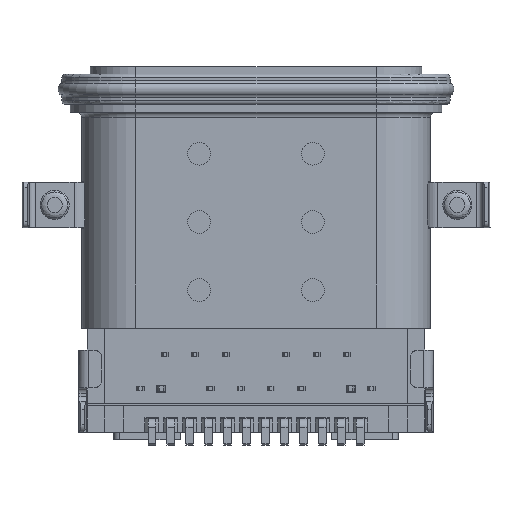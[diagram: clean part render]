
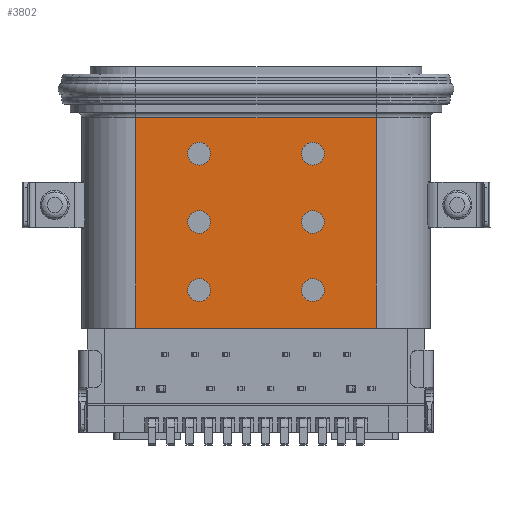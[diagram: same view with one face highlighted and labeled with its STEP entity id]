
A CAD part, front view. The second image highlights one B-rep face of the part: STEP entity #3802.
In plain terms, the highlighted planar face has unit normal (0, -1, 0).
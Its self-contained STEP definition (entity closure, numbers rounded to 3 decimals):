
#2732=CIRCLE('',#32348,0.3);
#2733=CIRCLE('',#32350,0.3);
#2734=CIRCLE('',#32352,0.3);
#2735=CIRCLE('',#32354,0.3);
#2736=CIRCLE('',#32356,0.3);
#2737=CIRCLE('',#32358,0.3);
#2738=CIRCLE('',#32360,0.3);
#2739=CIRCLE('',#32362,0.3);
#2740=CIRCLE('',#32364,0.3);
#2741=CIRCLE('',#32366,0.3);
#2742=CIRCLE('',#32368,0.3);
#2743=CIRCLE('',#32370,0.3);
#3802=ADVANCED_FACE('',(#6161,#6162,#6163,#6164,#6165,#6166,#6167),#5257,
 .T.);
#5257=PLANE('',#32661);
#6161=FACE_BOUND('',#6909,.T.);
#6162=FACE_BOUND('',#6910,.T.);
#6163=FACE_BOUND('',#6911,.T.);
#6164=FACE_BOUND('',#6912,.T.);
#6165=FACE_BOUND('',#6913,.T.);
#6166=FACE_BOUND('',#6914,.T.);
#6167=FACE_BOUND('',#6915,.T.);
#6909=EDGE_LOOP('',(#18426,#18427,#18428,#18429));
#6910=EDGE_LOOP('',(#18430,#18431));
#6911=EDGE_LOOP('',(#18432,#18433));
#6912=EDGE_LOOP('',(#18434,#18435));
#6913=EDGE_LOOP('',(#18436,#18437));
#6914=EDGE_LOOP('',(#18438,#18439));
#6915=EDGE_LOOP('',(#18440,#18441));
#8973=LINE('',#45801,#12504);
#9339=LINE('',#46913,#12870);
#9340=LINE('',#46917,#12871);
#9341=LINE('',#46919,#12872);
#12504=VECTOR('',#36664,1.);
#12870=VECTOR('',#37604,1.);
#12871=VECTOR('',#37609,1.);
#12872=VECTOR('',#37610,1.);
#18426=ORIENTED_EDGE('',*,*,#28759,.F.);
#18427=ORIENTED_EDGE('',*,*,#28283,.T.);
#18428=ORIENTED_EDGE('',*,*,#28757,.T.);
#18429=ORIENTED_EDGE('',*,*,#28760,.T.);
#18430=ORIENTED_EDGE('',*,*,#28282,.T.);
#18431=ORIENTED_EDGE('',*,*,#28281,.T.);
#18432=ORIENTED_EDGE('',*,*,#28278,.T.);
#18433=ORIENTED_EDGE('',*,*,#28277,.T.);
#18434=ORIENTED_EDGE('',*,*,#28274,.T.);
#18435=ORIENTED_EDGE('',*,*,#28273,.T.);
#18436=ORIENTED_EDGE('',*,*,#28270,.T.);
#18437=ORIENTED_EDGE('',*,*,#28269,.T.);
#18438=ORIENTED_EDGE('',*,*,#28266,.T.);
#18439=ORIENTED_EDGE('',*,*,#28265,.T.);
#18440=ORIENTED_EDGE('',*,*,#28262,.T.);
#18441=ORIENTED_EDGE('',*,*,#28261,.T.);
#24922=VERTEX_POINT('',#45750);
#24923=VERTEX_POINT('',#45754);
#24924=VERTEX_POINT('',#45756);
#24925=VERTEX_POINT('',#45762);
#24926=VERTEX_POINT('',#45764);
#24927=VERTEX_POINT('',#45770);
#24928=VERTEX_POINT('',#45772);
#24929=VERTEX_POINT('',#45778);
#24930=VERTEX_POINT('',#45780);
#24931=VERTEX_POINT('',#45786);
#24932=VERTEX_POINT('',#45788);
#24933=VERTEX_POINT('',#45794);
#24934=VERTEX_POINT('',#45796);
#24935=VERTEX_POINT('',#45802);
#25223=VERTEX_POINT('',#46914);
#25224=VERTEX_POINT('',#46918);
#28261=EDGE_CURVE('',#24923,#24924,#2732,.T.);
#28262=EDGE_CURVE('',#24924,#24923,#2733,.T.);
#28265=EDGE_CURVE('',#24925,#24926,#2734,.T.);
#28266=EDGE_CURVE('',#24926,#24925,#2735,.T.);
#28269=EDGE_CURVE('',#24927,#24928,#2736,.T.);
#28270=EDGE_CURVE('',#24928,#24927,#2737,.T.);
#28273=EDGE_CURVE('',#24929,#24930,#2738,.T.);
#28274=EDGE_CURVE('',#24930,#24929,#2739,.T.);
#28277=EDGE_CURVE('',#24931,#24932,#2740,.T.);
#28278=EDGE_CURVE('',#24932,#24931,#2741,.T.);
#28281=EDGE_CURVE('',#24933,#24934,#2742,.T.);
#28282=EDGE_CURVE('',#24934,#24933,#2743,.T.);
#28283=EDGE_CURVE('',#24935,#24922,#8973,.T.);
#28757=EDGE_CURVE('',#24922,#25223,#9339,.T.);
#28759=EDGE_CURVE('',#24935,#25224,#9340,.T.);
#28760=EDGE_CURVE('',#25223,#25224,#9341,.T.);
#32348=AXIS2_PLACEMENT_3D('',#45757,#36606,#36607);
#32350=AXIS2_PLACEMENT_3D('',#45759,#36610,#36611);
#32352=AXIS2_PLACEMENT_3D('',#45765,#36616,#36617);
#32354=AXIS2_PLACEMENT_3D('',#45767,#36620,#36621);
#32356=AXIS2_PLACEMENT_3D('',#45773,#36626,#36627);
#32358=AXIS2_PLACEMENT_3D('',#45775,#36630,#36631);
#32360=AXIS2_PLACEMENT_3D('',#45781,#36636,#36637);
#32362=AXIS2_PLACEMENT_3D('',#45783,#36640,#36641);
#32364=AXIS2_PLACEMENT_3D('',#45789,#36646,#36647);
#32366=AXIS2_PLACEMENT_3D('',#45791,#36650,#36651);
#32368=AXIS2_PLACEMENT_3D('',#45797,#36656,#36657);
#32370=AXIS2_PLACEMENT_3D('',#45799,#36660,#36661);
#32661=AXIS2_PLACEMENT_3D('',#46920,#37611,#37612);
#36606=DIRECTION('',(0.,1.,0.));
#36607=DIRECTION('',(0.,0.,-1.));
#36610=DIRECTION('',(0.,1.,0.));
#36611=DIRECTION('',(0.,0.,-1.));
#36616=DIRECTION('',(0.,1.,0.));
#36617=DIRECTION('',(0.,0.,-1.));
#36620=DIRECTION('',(0.,1.,0.));
#36621=DIRECTION('',(0.,0.,-1.));
#36626=DIRECTION('',(0.,1.,0.));
#36627=DIRECTION('',(0.,0.,-1.));
#36630=DIRECTION('',(0.,1.,0.));
#36631=DIRECTION('',(0.,0.,-1.));
#36636=DIRECTION('',(0.,1.,0.));
#36637=DIRECTION('',(0.,0.,-1.));
#36640=DIRECTION('',(0.,1.,0.));
#36641=DIRECTION('',(0.,0.,-1.));
#36646=DIRECTION('',(0.,1.,0.));
#36647=DIRECTION('',(0.,0.,-1.));
#36650=DIRECTION('',(0.,1.,0.));
#36651=DIRECTION('',(0.,0.,-1.));
#36656=DIRECTION('',(0.,1.,0.));
#36657=DIRECTION('',(0.,0.,-1.));
#36660=DIRECTION('',(0.,1.,0.));
#36661=DIRECTION('',(0.,0.,-1.));
#36664=DIRECTION('',(-1.,0.,0.));
#37604=DIRECTION('',(0.,0.,-1.));
#37609=DIRECTION('',(0.,0.,-1.));
#37610=DIRECTION('',(1.,0.,0.));
#37611=DIRECTION('',(0.,-1.,0.));
#37612=DIRECTION('',(0.,0.,1.));
#45750=CARTESIAN_POINT('',(-47.648,2.327,4.395));
#45754=CARTESIAN_POINT('',(-45.978,2.327,3.745));
#45756=CARTESIAN_POINT('',(-45.978,2.327,3.145));
#45757=CARTESIAN_POINT('',(-45.978,2.327,3.445));
#45759=CARTESIAN_POINT('',(-45.978,2.327,3.445));
#45762=CARTESIAN_POINT('',(-42.978,2.327,3.745));
#45764=CARTESIAN_POINT('',(-42.978,2.327,3.145));
#45765=CARTESIAN_POINT('',(-42.978,2.327,3.445));
#45767=CARTESIAN_POINT('',(-42.978,2.327,3.445));
#45770=CARTESIAN_POINT('',(-42.978,2.327,1.945));
#45772=CARTESIAN_POINT('',(-42.978,2.327,1.345));
#45773=CARTESIAN_POINT('',(-42.978,2.327,1.645));
#45775=CARTESIAN_POINT('',(-42.978,2.327,1.645));
#45778=CARTESIAN_POINT('',(-45.978,2.327,1.945));
#45780=CARTESIAN_POINT('',(-45.978,2.327,1.345));
#45781=CARTESIAN_POINT('',(-45.978,2.327,1.645));
#45783=CARTESIAN_POINT('',(-45.978,2.327,1.645));
#45786=CARTESIAN_POINT('',(-45.978,2.327,0.145));
#45788=CARTESIAN_POINT('',(-45.978,2.327,-0.455));
#45789=CARTESIAN_POINT('',(-45.978,2.327,-0.155));
#45791=CARTESIAN_POINT('',(-45.978,2.327,-0.155));
#45794=CARTESIAN_POINT('',(-42.978,2.327,0.145));
#45796=CARTESIAN_POINT('',(-42.978,2.327,-0.455));
#45797=CARTESIAN_POINT('',(-42.978,2.327,-0.155));
#45799=CARTESIAN_POINT('',(-42.978,2.327,-0.155));
#45801=CARTESIAN_POINT('',(-47.648,2.327,4.395));
#45802=CARTESIAN_POINT('',(-41.308,2.327,4.395));
#46913=CARTESIAN_POINT('',(-47.648,2.327,4.395));
#46914=CARTESIAN_POINT('',(-47.648,2.327,-1.155));
#46917=CARTESIAN_POINT('',(-41.308,2.327,-1.155));
#46918=CARTESIAN_POINT('',(-41.308,2.327,-1.155));
#46919=CARTESIAN_POINT('',(-47.648,2.327,-1.155));
#46920=CARTESIAN_POINT('',(-47.648,2.327,4.395));
